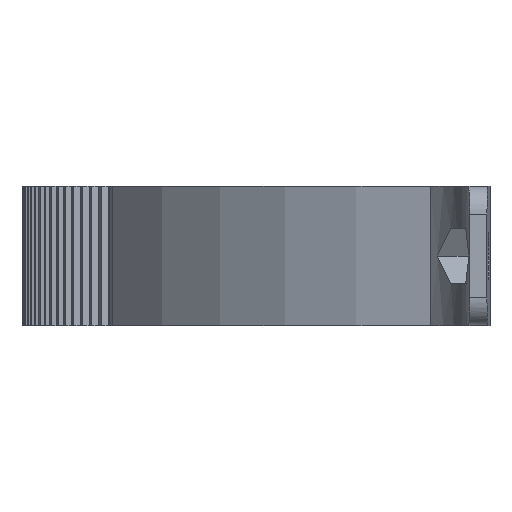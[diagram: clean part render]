
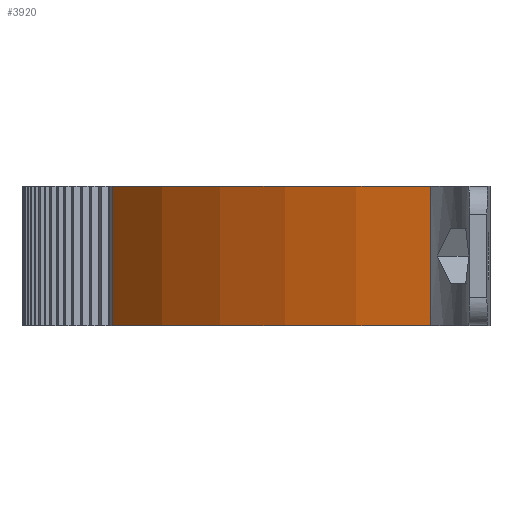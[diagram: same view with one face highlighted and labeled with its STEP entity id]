
A CAD part, left-side view. The second image highlights one B-rep face of the part: STEP entity #3920.
In plain terms, the highlighted cylindrical face has radius 43.655 mm (diameter 87.31 mm), a partial arc.
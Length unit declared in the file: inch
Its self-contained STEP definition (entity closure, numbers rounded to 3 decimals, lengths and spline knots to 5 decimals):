
#222 = ORIENTED_EDGE ( 'NONE', *, *, #3929, .T. ) ;
#402 = CYLINDRICAL_SURFACE ( 'NONE', #3862, 1.7187 ) ;
#428 = CIRCLE ( 'NONE', #6549, 1.7187 ) ;
#442 = FACE_OUTER_BOUND ( 'NONE', #712, .T. ) ;
#587 = LINE ( 'NONE', #1120, #1781 ) ;
#712 = EDGE_LOOP ( 'NONE', ( #1947, #222, #2953, #3270 ) ) ;
#923 = VERTEX_POINT ( 'NONE', #1907 ) ;
#1088 = DIRECTION ( 'NONE',  ( 1., 0., 0. ) ) ;
#1120 = CARTESIAN_POINT ( 'NONE',  ( -1.00289, 1.39576, 0. ) ) ;
#1517 = DIRECTION ( 'NONE',  ( 0., 0., -1. ) ) ;
#1563 = CARTESIAN_POINT ( 'NONE',  ( 0., 0., 1.87852 ) ) ;
#1584 = EDGE_CURVE ( 'NONE', #6390, #923, #428, .T. ) ;
#1645 = AXIS2_PLACEMENT_3D ( 'NONE', #3980, #1517, #6781 ) ;
#1663 = CARTESIAN_POINT ( 'NONE',  ( 0., 0., 0. ) ) ;
#1761 = VECTOR ( 'NONE', #4247, 39.37008 ) ;
#1781 = VECTOR ( 'NONE', #2350, 39.37008 ) ;
#1899 = CARTESIAN_POINT ( 'NONE',  ( -1.69966, 0.25514, 0.25 ) ) ;
#1907 = CARTESIAN_POINT ( 'NONE',  ( -1.00289, 1.39576, 0. ) ) ;
#1947 = ORIENTED_EDGE ( 'NONE', *, *, #3787, .F. ) ;
#2098 = VERTEX_POINT ( 'NONE', #5207 ) ;
#2217 = CARTESIAN_POINT ( 'NONE',  ( -1.00289, 1.39576, 0.5 ) ) ;
#2350 = DIRECTION ( 'NONE',  ( 0., 0., 1. ) ) ;
#2641 = DIRECTION ( 'NONE',  ( -1., 0., 0. ) ) ;
#2796 = DIRECTION ( 'NONE',  ( 0., 0., -1. ) ) ;
#2953 = ORIENTED_EDGE ( 'NONE', *, *, #5624, .F. ) ;
#3270 = ORIENTED_EDGE ( 'NONE', *, *, #1584, .F. ) ;
#3787 = EDGE_CURVE ( 'NONE', #2098, #6390, #5482, .T. ) ;
#3862 = AXIS2_PLACEMENT_3D ( 'NONE', #1563, #2796, #2641 ) ;
#3920 = ADVANCED_FACE ( 'NONE', ( #442 ), #402, .T. ) ;
#3929 = EDGE_CURVE ( 'NONE', #2098, #5171, #5324, .T. ) ;
#3980 = CARTESIAN_POINT ( 'NONE',  ( 0., 0., 0.5 ) ) ;
#4015 = DIRECTION ( 'NONE',  ( 0., 0., -1. ) ) ;
#4247 = DIRECTION ( 'NONE',  ( 0., 0., -1. ) ) ;
#5171 = VERTEX_POINT ( 'NONE', #2217 ) ;
#5207 = CARTESIAN_POINT ( 'NONE',  ( -1.69966, 0.25514, 0.5 ) ) ;
#5262 = CARTESIAN_POINT ( 'NONE',  ( -1.69966, 0.25514, 0. ) ) ;
#5324 = CIRCLE ( 'NONE', #1645, 1.7187 ) ;
#5482 = LINE ( 'NONE', #1899, #1761 ) ;
#5624 = EDGE_CURVE ( 'NONE', #923, #5171, #587, .T. ) ;
#6390 = VERTEX_POINT ( 'NONE', #5262 ) ;
#6549 = AXIS2_PLACEMENT_3D ( 'NONE', #1663, #4015, #1088 ) ;
#6781 = DIRECTION ( 'NONE',  ( 1., 0., 0. ) ) ;
